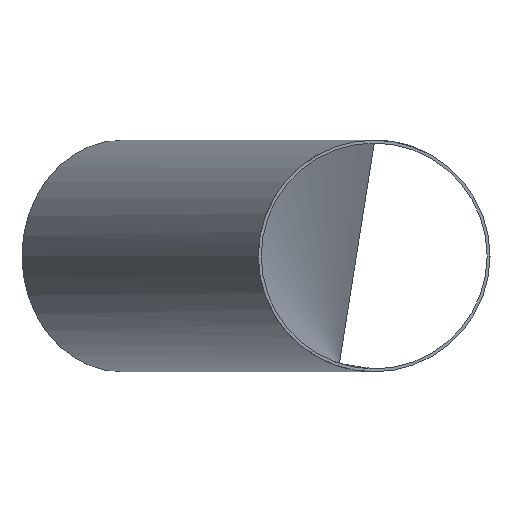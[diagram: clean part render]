
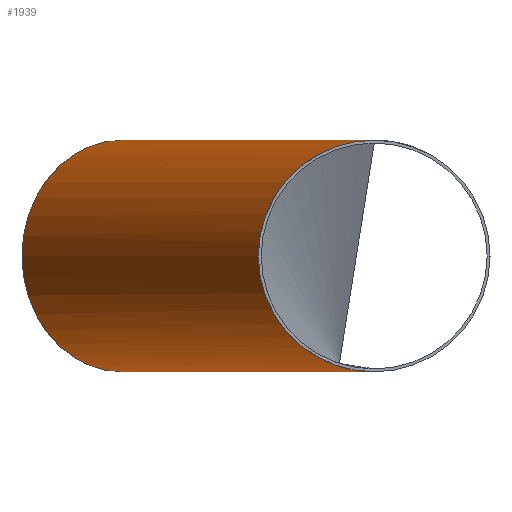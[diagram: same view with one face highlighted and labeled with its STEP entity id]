
A CAD part, left-side view. The second image highlights one B-rep face of the part: STEP entity #1939.
In plain terms, the highlighted cylindrical face has radius 161.95 mm (diameter 323.9 mm), a full revolution.
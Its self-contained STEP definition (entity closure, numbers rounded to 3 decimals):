
#1939 = ADVANCED_FACE ( 'NONE', ( #26525, #4168 ), #19763, .T. ) ;
#2003 = ORIENTED_EDGE ( 'NONE', *, *, #15756, .F. ) ;
#3816 =( BOUNDED_CURVE ( )  B_SPLINE_CURVE ( 3, ( #6091, #23945, #26612, #8642 ),
 .UNSPECIFIED., .F., .F. ) 
 B_SPLINE_CURVE_WITH_KNOTS ( ( 4, 4 ),
 ( 4.712, 7.854 ),
 .UNSPECIFIED. ) 
 CURVE ( )  GEOMETRIC_REPRESENTATION_ITEM ( )  RATIONAL_B_SPLINE_CURVE ( ( 1., 0.333, 0.333, 1. ) ) 
 REPRESENTATION_ITEM ( '' )  );
#4168 = FACE_OUTER_BOUND ( 'NONE', #24131, .T. ) ;
#5249 = CARTESIAN_POINT ( 'NONE',  ( -280.406, 0., -161.95 ) ) ;
#5721 = DIRECTION ( 'NONE',  ( 0.866, 0.5, 0. ) ) ;
#6050 = CARTESIAN_POINT ( 'NONE',  ( 329.628, 352.203, 0. ) ) ;
#6091 = CARTESIAN_POINT ( 'NONE',  ( -280.406, 0., 161.95 ) ) ;
#6520 = EDGE_CURVE ( 'NONE', #21655, #21655, #7575, .T. ) ;
#6763 = CARTESIAN_POINT ( 'NONE',  ( -280.406, 0., 161.95 ) ) ;
#7183 = EDGE_CURVE ( 'NONE', #19210, #17805, #3816, .T. ) ;
#7575 = CIRCLE ( 'NONE', #19003, 161.95 ) ;
#8166 = CARTESIAN_POINT ( 'NONE',  ( 329.628, 352.203, 0. ) ) ;
#8642 = CARTESIAN_POINT ( 'NONE',  ( -280.406, 0., -161.95 ) ) ;
#10374 = CARTESIAN_POINT ( 'NONE',  ( 928.406, 323.9, -161.95 ) ) ;
#15523 = CARTESIAN_POINT ( 'NONE',  ( -280.406, 0., 161.95 ) ) ;
#15756 = EDGE_CURVE ( 'NONE', #17805, #19210, #18548, .T. ) ;
#16794 = ORIENTED_EDGE ( 'NONE', *, *, #6520, .F. ) ;
#17805 = VERTEX_POINT ( 'NONE', #29330 ) ;
#18548 =( BOUNDED_CURVE ( )  B_SPLINE_CURVE ( 3, ( #5249, #10374, #20571, #15523 ),
 .UNSPECIFIED., .F., .T. ) 
 B_SPLINE_CURVE_WITH_KNOTS ( ( 4, 4 ),
 ( 1.571, 4.712 ),
 .UNSPECIFIED. ) 
 CURVE ( )  GEOMETRIC_REPRESENTATION_ITEM ( )  RATIONAL_B_SPLINE_CURVE ( ( 1., 0.333, 0.333, 1. ) ) 
 REPRESENTATION_ITEM ( '' )  );
#18853 = ORIENTED_EDGE ( 'NONE', *, *, #7183, .F. ) ;
#19003 = AXIS2_PLACEMENT_3D ( 'NONE', #6050, #5721, #31401 ) ;
#19210 = VERTEX_POINT ( 'NONE', #6763 ) ;
#19763 = CYLINDRICAL_SURFACE ( 'NONE', #29015, 161.95 ) ;
#20366 = CARTESIAN_POINT ( 'NONE',  ( 248.653, 492.456, 0. ) ) ;
#20571 = CARTESIAN_POINT ( 'NONE',  ( 928.406, 323.9, 161.95 ) ) ;
#21261 = DIRECTION ( 'NONE',  ( 0.866, 0.5, 0. ) ) ;
#21655 = VERTEX_POINT ( 'NONE', #20366 ) ;
#23945 = CARTESIAN_POINT ( 'NONE',  ( -367.194, 323.9, 161.95 ) ) ;
#24131 = EDGE_LOOP ( 'NONE', ( #16794 ) ) ;
#24769 = EDGE_LOOP ( 'NONE', ( #2003, #18853 ) ) ;
#26525 = FACE_OUTER_BOUND ( 'NONE', #24769, .T. ) ;
#26612 = CARTESIAN_POINT ( 'NONE',  ( -367.194, 323.9, -161.95 ) ) ;
#29015 = AXIS2_PLACEMENT_3D ( 'NONE', #8166, #21261, #30964 ) ;
#29330 = CARTESIAN_POINT ( 'NONE',  ( -280.406, 0., -161.95 ) ) ;
#30964 = DIRECTION ( 'NONE',  ( -0.5, 0.866, 0. ) ) ;
#31401 = DIRECTION ( 'NONE',  ( -0.5, 0.866, 0. ) ) ;
